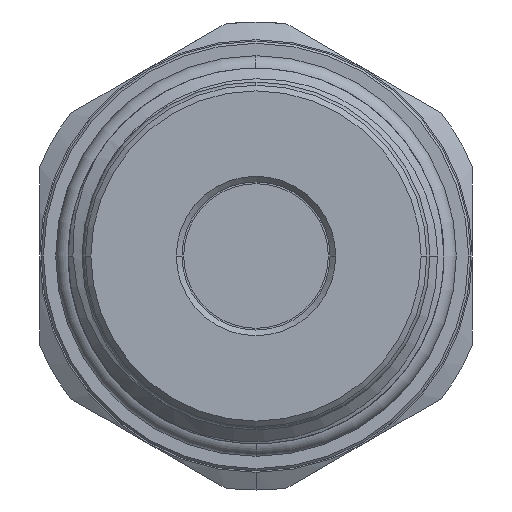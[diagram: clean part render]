
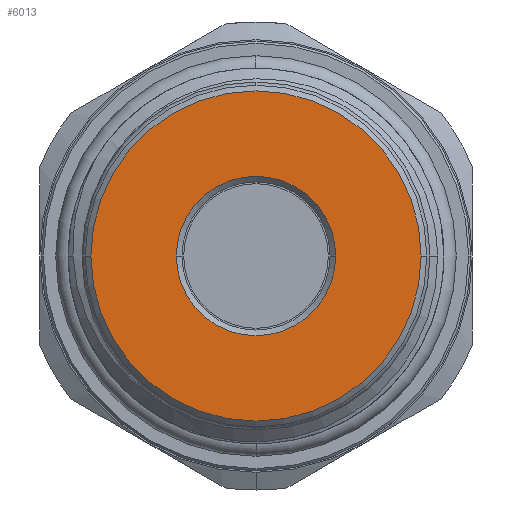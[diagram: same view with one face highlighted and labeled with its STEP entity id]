
A CAD part, left-side view. The second image highlights one B-rep face of the part: STEP entity #6013.
In plain terms, the highlighted planar face has unit normal (-1, 0, 0).
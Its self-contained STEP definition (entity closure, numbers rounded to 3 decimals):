
#788 = CARTESIAN_POINT ( 'NONE',  ( 0., -14.5, 0. ) ) ;
#1729 = CARTESIAN_POINT ( 'NONE',  ( 0., 14.5, 0. ) ) ;
#1779 = CARTESIAN_POINT ( 'NONE',  ( 0., -7., 0. ) ) ;
#2097 = AXIS2_PLACEMENT_3D ( 'NONE', #8753, #2662, #10553 ) ;
#2397 = DIRECTION ( 'NONE',  ( 0., 1., 0. ) ) ;
#2500 = CARTESIAN_POINT ( 'NONE',  ( 0., 0., 0. ) ) ;
#2662 = DIRECTION ( 'NONE',  ( -1., 0., 0. ) ) ;
#2963 = CIRCLE ( 'NONE', #2097, 14.5 ) ;
#3012 = FACE_BOUND ( 'NONE', #9107, .T. ) ;
#3088 = EDGE_CURVE ( 'NONE', #6765, #8012, #2963, .T. ) ;
#3895 = VERTEX_POINT ( 'NONE', #13477 ) ;
#3986 = EDGE_LOOP ( 'NONE', ( #9115, #8598 ) ) ;
#4211 = FACE_OUTER_BOUND ( 'NONE', #3986, .T. ) ;
#4418 = AXIS2_PLACEMENT_3D ( 'NONE', #8766, #5536, #9877 ) ;
#4614 = DIRECTION ( 'NONE',  ( -1., 0., 0. ) ) ;
#5536 = DIRECTION ( 'NONE',  ( 1., 0., 0. ) ) ;
#5624 = AXIS2_PLACEMENT_3D ( 'NONE', #14298, #9840, #14245 ) ;
#6013 = ADVANCED_FACE ( 'NONE', ( #3012, #4211 ), #8927, .F. ) ;
#6765 = VERTEX_POINT ( 'NONE', #788 ) ;
#8012 = VERTEX_POINT ( 'NONE', #1729 ) ;
#8598 = ORIENTED_EDGE ( 'NONE', *, *, #3088, .T. ) ;
#8652 = EDGE_CURVE ( 'NONE', #3895, #12700, #11951, .T. ) ;
#8753 = CARTESIAN_POINT ( 'NONE',  ( 0., 0., 0. ) ) ;
#8766 = CARTESIAN_POINT ( 'NONE',  ( 0., 0., 0. ) ) ;
#8922 = CIRCLE ( 'NONE', #9604, 14.5 ) ;
#8927 = PLANE ( 'NONE',  #9676 ) ;
#9107 = EDGE_LOOP ( 'NONE', ( #14067, #12318 ) ) ;
#9115 = ORIENTED_EDGE ( 'NONE', *, *, #9586, .T. ) ;
#9586 = EDGE_CURVE ( 'NONE', #8012, #6765, #8922, .T. ) ;
#9604 = AXIS2_PLACEMENT_3D ( 'NONE', #2500, #4614, #2397 ) ;
#9676 = AXIS2_PLACEMENT_3D ( 'NONE', #12263, #9999, #13352 ) ;
#9840 = DIRECTION ( 'NONE',  ( 1., 0., 0. ) ) ;
#9877 = DIRECTION ( 'NONE',  ( 0., 1., 0. ) ) ;
#9999 = DIRECTION ( 'NONE',  ( 1., 0., 0. ) ) ;
#10553 = DIRECTION ( 'NONE',  ( 0., 1., 0. ) ) ;
#11951 = CIRCLE ( 'NONE', #5624, 7. ) ;
#12263 = CARTESIAN_POINT ( 'NONE',  ( 0., 0., 0. ) ) ;
#12265 = CIRCLE ( 'NONE', #4418, 7. ) ;
#12318 = ORIENTED_EDGE ( 'NONE', *, *, #8652, .T. ) ;
#12377 = EDGE_CURVE ( 'NONE', #12700, #3895, #12265, .T. ) ;
#12700 = VERTEX_POINT ( 'NONE', #1779 ) ;
#13352 = DIRECTION ( 'NONE',  ( 0., 1., 0. ) ) ;
#13477 = CARTESIAN_POINT ( 'NONE',  ( 0., 7., 0. ) ) ;
#14067 = ORIENTED_EDGE ( 'NONE', *, *, #12377, .T. ) ;
#14245 = DIRECTION ( 'NONE',  ( 0., 1., 0. ) ) ;
#14298 = CARTESIAN_POINT ( 'NONE',  ( 0., 0., 0. ) ) ;
